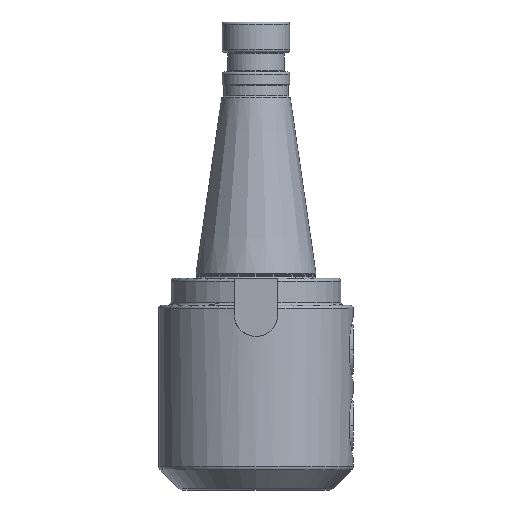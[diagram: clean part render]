
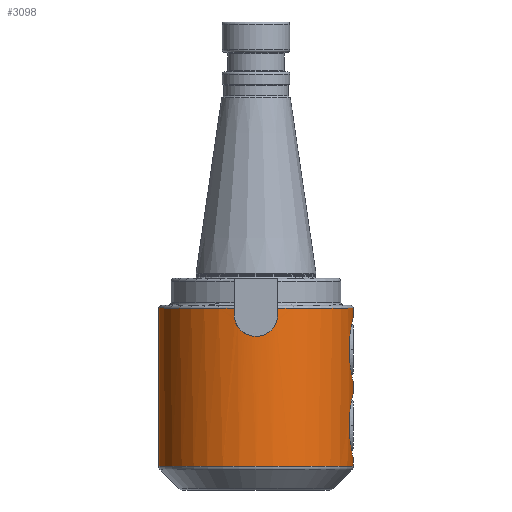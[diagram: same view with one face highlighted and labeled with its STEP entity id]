
A CAD part, left-side view. The second image highlights one B-rep face of the part: STEP entity #3098.
In plain terms, the highlighted cylindrical face has radius 36 mm (diameter 72 mm), a partial arc.
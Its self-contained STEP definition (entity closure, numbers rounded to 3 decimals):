
#623=DIRECTION('',(0,0,-1));
#624=VECTOR('',#623,2.45);
#625=CARTESIAN_POINT('',(-35.088,8.05,-1));
#626=LINE('',#625,#624);
#627=CARTESIAN_POINT('',(-35.088,-8.05,-3.45));
#628=CARTESIAN_POINT('',(-35.088,-8.05,-3.811));
#629=CARTESIAN_POINT('',(-35.099,-8.002,
-4.526));
#630=CARTESIAN_POINT('',(-35.148,-7.786,
-5.587));
#631=CARTESIAN_POINT('',(-35.225,-7.432,
-6.606));
#632=CARTESIAN_POINT('',(-35.325,-6.947,
-7.564));
#633=CARTESIAN_POINT('',(-35.44,-6.337,
-8.453));
#634=CARTESIAN_POINT('',(-35.564,-5.604,
-9.263));
#635=CARTESIAN_POINT('',(-35.687,-4.761,
-9.972));
#636=CARTESIAN_POINT('',(-35.8,-3.83,
-10.56));
#637=CARTESIAN_POINT('',(-35.897,-2.796,
-11.028));
#638=CARTESIAN_POINT('',(-35.966,-1.689,
-11.349));
#639=CARTESIAN_POINT('',(-36.002,-0.553,
-11.507));
#640=CARTESIAN_POINT('',(-36.002,0.556,
-11.507));
#641=CARTESIAN_POINT('',(-35.966,1.692,-11.348));
#642=CARTESIAN_POINT('',(-35.896,2.799,-11.027));
#643=CARTESIAN_POINT('',(-35.8,3.831,-10.559));
#644=CARTESIAN_POINT('',(-35.687,4.762,-9.972));
#645=CARTESIAN_POINT('',(-35.564,5.605,-9.263));
#646=CARTESIAN_POINT('',(-35.44,6.337,-8.454));
#647=CARTESIAN_POINT('',(-35.325,6.946,-7.565));
#648=CARTESIAN_POINT('',(-35.226,7.431,-6.607));
#649=CARTESIAN_POINT('',(-35.148,7.786,-5.587));
#650=CARTESIAN_POINT('',(-35.1,8.002,-4.526));
#651=CARTESIAN_POINT('',(-35.088,8.05,-3.811));
#652=CARTESIAN_POINT('',(-35.088,8.05,-3.45));
#654=DIRECTION('',(0,0,-1));
#655=VECTOR('',#654,2.45);
#656=CARTESIAN_POINT('',(-35.088,-8.05,-1));
#657=LINE('',#656,#655);
#658=CARTESIAN_POINT('',(0,0,-1));
#659=DIRECTION('',(0,0,1));
#660=DIRECTION('',(-0.975,-0.224,0));
#661=AXIS2_PLACEMENT_3D('',#658,#659,#660);
#663=DIRECTION('',(0.,0,1));
#664=VECTOR('',#663,3.4);
#665=CARTESIAN_POINT('',(0,-36,-4.4));
#666=LINE('',#665,#664);
#667=CARTESIAN_POINT('',(0,-36,-28.4));
#668=CARTESIAN_POINT('',(-0.449,-36,-28.4));
#669=CARTESIAN_POINT('',(-1.347,-35.983,
-28.334));
#670=CARTESIAN_POINT('',(-2.704,-35.907,
-28.024));
#671=CARTESIAN_POINT('',(-4.026,-35.782,
-27.504));
#672=CARTESIAN_POINT('',(-5.314,-35.613,
-26.762));
#673=CARTESIAN_POINT('',(-6.524,-35.411,
-25.805));
#674=CARTESIAN_POINT('',(-7.648,-35.184,
-24.615));
#675=CARTESIAN_POINT('',(-8.626,-34.955,
-23.224));
#676=CARTESIAN_POINT('',(-9.415,-34.75,
-21.684));
#677=CARTESIAN_POINT('',(-10.004,-34.583,
-20.006));
#678=CARTESIAN_POINT('',(-10.369,-34.475,
-18.218));
#679=CARTESIAN_POINT('',(-10.49,-34.438,
-16.401));
#680=CARTESIAN_POINT('',(-10.369,-34.475,
-14.582));
#681=CARTESIAN_POINT('',(-10.004,-34.583,
-12.795));
#682=CARTESIAN_POINT('',(-9.415,-34.749,
-11.117));
#683=CARTESIAN_POINT('',(-8.627,-34.955,
-9.577));
#684=CARTESIAN_POINT('',(-7.649,-35.184,
-8.185));
#685=CARTESIAN_POINT('',(-6.525,-35.41,
-6.995));
#686=CARTESIAN_POINT('',(-5.315,-35.613,
-6.038));
#687=CARTESIAN_POINT('',(-4.026,-35.782,
-5.296));
#688=CARTESIAN_POINT('',(-2.705,-35.907,
-4.776));
#689=CARTESIAN_POINT('',(-1.347,-35.983,
-4.466));
#690=CARTESIAN_POINT('',(-0.449,-36,-4.4));
#691=CARTESIAN_POINT('',(0,-36,-4.4));
#693=DIRECTION('',(0,0,1));
#694=VECTOR('',#693,4);
#695=CARTESIAN_POINT('',(0,-36,-32.4));
#696=LINE('',#695,#694);
#697=CARTESIAN_POINT('',(0,-36,-56.4));
#698=CARTESIAN_POINT('',(-0.449,-36,-56.4));
#699=CARTESIAN_POINT('',(-1.347,-35.983,
-56.334));
#700=CARTESIAN_POINT('',(-2.704,-35.907,
-56.024));
#701=CARTESIAN_POINT('',(-4.026,-35.782,
-55.504));
#702=CARTESIAN_POINT('',(-5.314,-35.613,
-54.762));
#703=CARTESIAN_POINT('',(-6.524,-35.411,
-53.805));
#704=CARTESIAN_POINT('',(-7.648,-35.184,
-52.615));
#705=CARTESIAN_POINT('',(-8.626,-34.955,
-51.224));
#706=CARTESIAN_POINT('',(-9.415,-34.75,
-49.684));
#707=CARTESIAN_POINT('',(-10.004,-34.583,
-48.006));
#708=CARTESIAN_POINT('',(-10.369,-34.475,
-46.218));
#709=CARTESIAN_POINT('',(-10.49,-34.438,
-44.401));
#710=CARTESIAN_POINT('',(-10.369,-34.475,
-42.582));
#711=CARTESIAN_POINT('',(-10.004,-34.583,
-40.795));
#712=CARTESIAN_POINT('',(-9.415,-34.749,
-39.117));
#713=CARTESIAN_POINT('',(-8.627,-34.955,
-37.577));
#714=CARTESIAN_POINT('',(-7.649,-35.184,
-36.185));
#715=CARTESIAN_POINT('',(-6.525,-35.41,
-34.995));
#716=CARTESIAN_POINT('',(-5.315,-35.613,
-34.038));
#717=CARTESIAN_POINT('',(-4.026,-35.782,
-33.296));
#718=CARTESIAN_POINT('',(-2.705,-35.907,
-32.776));
#719=CARTESIAN_POINT('',(-1.347,-35.983,
-32.466));
#720=CARTESIAN_POINT('',(-0.449,-36,-32.4));
#721=CARTESIAN_POINT('',(0,-36,-32.4));
#723=DIRECTION('',(0.,0,1));
#724=VECTOR('',#723,3.172);
#725=CARTESIAN_POINT('',(0.,-36,-59.572));
#726=LINE('',#725,#724);
#727=CARTESIAN_POINT('',(0,0,-59.572));
#728=DIRECTION('',(0,0,1));
#729=DIRECTION('',(0,1,0));
#730=AXIS2_PLACEMENT_3D('',#727,#728,#729);
#732=DIRECTION('',(0.,0,1));
#733=VECTOR('',#732,58.572);
#734=CARTESIAN_POINT('',(0.,36,-59.572));
#735=LINE('',#734,#733);
#736=CARTESIAN_POINT('',(0,0,-1));
#737=DIRECTION('',(0,0,1));
#738=DIRECTION('',(0,1,0));
#739=AXIS2_PLACEMENT_3D('',#736,#737,#738);
#844=CARTESIAN_POINT('',(0,-36,-32.4));
#868=CARTESIAN_POINT('',(0,-36,-56.4));
#870=CARTESIAN_POINT('',(0,-36,-4.4));
#894=CARTESIAN_POINT('',(0,-36,-28.4));
#2009=CARTESIAN_POINT('',(-35.088,8.05,-3.45));
#2010=VERTEX_POINT('',#2009);
#2011=CARTESIAN_POINT('',(-35.088,-8.05,-3.45));
#2012=VERTEX_POINT('',#2011);
#2015=VERTEX_POINT('',#844);
#2016=VERTEX_POINT('',#868);
#2019=VERTEX_POINT('',#870);
#2020=VERTEX_POINT('',#894);
#2041=CARTESIAN_POINT('',(0,36,-59.572));
#2042=CARTESIAN_POINT('',(0,-36,-59.572));
#2043=VERTEX_POINT('',#2041);
#2044=VERTEX_POINT('',#2042);
#2153=CARTESIAN_POINT('',(0.,-36,-1));
#2154=VERTEX_POINT('',#2153);
#2155=CARTESIAN_POINT('',(0.,36,-1));
#2156=VERTEX_POINT('',#2155);
#2177=CARTESIAN_POINT('',(-35.088,8.05,-1));
#2178=VERTEX_POINT('',#2177);
#2179=CARTESIAN_POINT('',(-35.088,-8.05,-1));
#2180=VERTEX_POINT('',#2179);
#3070=CARTESIAN_POINT('',(0,0,3.42));
#3071=DIRECTION('',(0,0,-1));
#3072=DIRECTION('',(0,-1,0));
#3073=AXIS2_PLACEMENT_3D('',#3070,#3071,#3072);
#3074=CYLINDRICAL_SURFACE('',#3073,36);
#3075=ORIENTED_EDGE('',*,*,#3042,.T.);
#3076=ORIENTED_EDGE('',*,*,#3065,.F.);
#3077=ORIENTED_EDGE('',*,*,#2960,.F.);
#3079=ORIENTED_EDGE('',*,*,#3078,.T.);
#3081=ORIENTED_EDGE('',*,*,#3080,.F.);
#3083=ORIENTED_EDGE('',*,*,#3082,.F.);
#3085=ORIENTED_EDGE('',*,*,#3084,.F.);
#3087=ORIENTED_EDGE('',*,*,#3086,.F.);
#3089=ORIENTED_EDGE('',*,*,#3088,.F.);
#3091=ORIENTED_EDGE('',*,*,#3090,.F.);
#3093=ORIENTED_EDGE('',*,*,#3092,.T.);
#3095=ORIENTED_EDGE('',*,*,#3094,.T.);
#3096=EDGE_LOOP('',(#3075,#3076,#3077,#3079,#3081,#3083,#3085,#3087,#3089,#3091,
#3093,#3095));
#3097=FACE_OUTER_BOUND('',#3096,.F.);
#3098=ADVANCED_FACE('',(#3097),#3074,.T.);
#653=B_SPLINE_CURVE_WITH_KNOTS('',3,(#627,#628,#629,#630,#631,#632,#633,#634,
#635,#636,#637,#638,#639,#640,#641,#642,#643,#644,#645,#646,#647,#648,#649,#650,
#651,#652),.UNSPECIFIED.,.F.,.F.,(4,1,1,1,1,1,1,1,1,1,1,1,1,1,1,1,1,1,1,1,1,1,1,
4),(0,0.043,0.087,0.13,
0.174,0.217,0.261,0.304,
0.348,0.391,0.435,0.478,
0.522,0.565,0.609,0.652,
0.696,0.739,0.783,0.826,
0.87,0.913,0.957,1),.UNSPECIFIED.);
#662=CIRCLE('',#661,36);
#692=B_SPLINE_CURVE_WITH_KNOTS('',3,(#667,#668,#669,#670,#671,#672,#673,#674,
#675,#676,#677,#678,#679,#680,#681,#682,#683,#684,#685,#686,#687,#688,#689,#690,
#691),.UNSPECIFIED.,.F.,.F.,(4,1,1,1,1,1,1,1,1,1,1,1,1,1,1,1,1,1,1,1,1,1,4),(
0.0,0.045,0.091,0.136,0.182,
0.227,0.273,0.318,0.364,
0.409,0.455,0.5,0.545,0.591,
0.636,0.682,0.727,0.773,
0.818,0.864,0.909,0.955,1),
.UNSPECIFIED.);
#722=B_SPLINE_CURVE_WITH_KNOTS('',3,(#697,#698,#699,#700,#701,#702,#703,#704,
#705,#706,#707,#708,#709,#710,#711,#712,#713,#714,#715,#716,#717,#718,#719,#720,
#721),.UNSPECIFIED.,.F.,.F.,(4,1,1,1,1,1,1,1,1,1,1,1,1,1,1,1,1,1,1,1,1,1,4),(
0.0,0.045,0.091,0.136,0.182,
0.227,0.273,0.318,0.364,
0.409,0.455,0.5,0.545,0.591,
0.636,0.682,0.727,0.773,
0.818,0.864,0.909,0.955,1),
.UNSPECIFIED.);
#731=CIRCLE('',#730,36);
#740=CIRCLE('',#739,36);
#2960=EDGE_CURVE('',#2180,#2012,#657,.T.);
#3042=EDGE_CURVE('',#2178,#2010,#626,.T.);
#3065=EDGE_CURVE('',#2012,#2010,#653,.T.);
#3078=EDGE_CURVE('',#2180,#2154,#662,.T.);
#3080=EDGE_CURVE('',#2019,#2154,#666,.T.);
#3082=EDGE_CURVE('',#2020,#2019,#692,.T.);
#3084=EDGE_CURVE('',#2015,#2020,#696,.T.);
#3086=EDGE_CURVE('',#2016,#2015,#722,.T.);
#3088=EDGE_CURVE('',#2044,#2016,#726,.T.);
#3090=EDGE_CURVE('',#2043,#2044,#731,.T.);
#3092=EDGE_CURVE('',#2043,#2156,#735,.T.);
#3094=EDGE_CURVE('',#2156,#2178,#740,.T.);
